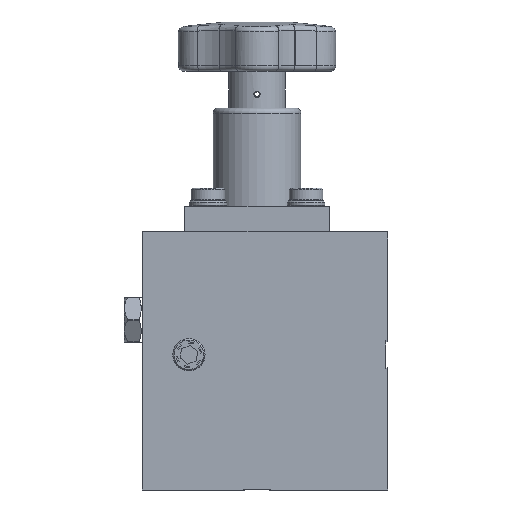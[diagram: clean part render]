
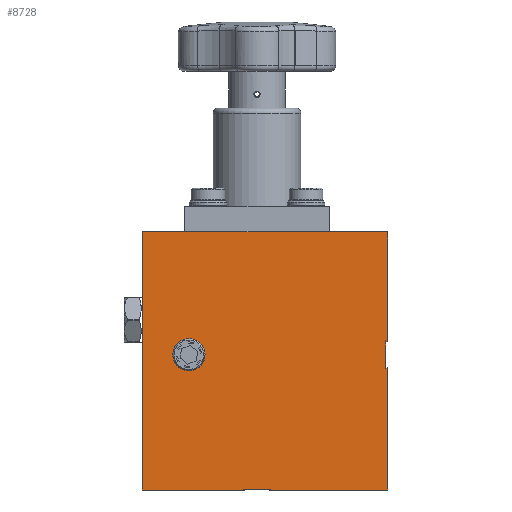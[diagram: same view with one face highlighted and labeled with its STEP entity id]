
A CAD part, left-side view. The second image highlights one B-rep face of the part: STEP entity #8728.
In plain terms, the highlighted planar face has unit normal (-1, 0, 0).
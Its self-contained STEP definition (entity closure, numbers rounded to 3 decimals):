
#153 = FACE_OUTER_BOUND ( 'NONE', #5946, .T. ) ;
#280 = VERTEX_POINT ( 'NONE', #1660 ) ;
#423 = DIRECTION ( 'NONE',  ( 0., 0., -1. ) ) ;
#510 = VERTEX_POINT ( 'NONE', #5900 ) ;
#605 = CARTESIAN_POINT ( 'NONE',  ( 0., 55.575, 0. ) ) ;
#682 = ORIENTED_EDGE ( 'NONE', *, *, #3930, .F. ) ;
#736 = LINE ( 'NONE', #6477, #5322 ) ;
#765 = CARTESIAN_POINT ( 'NONE',  ( 0., 0.7, 57.375 ) ) ;
#1148 = VECTOR ( 'NONE', #4285, 1000. ) ;
#1170 = CARTESIAN_POINT ( 'NONE',  ( 0., 0., 0. ) ) ;
#1321 = EDGE_CURVE ( 'NONE', #12465, #9512, #736, .T. ) ;
#1341 = EDGE_CURVE ( 'NONE', #12465, #12449, #9572, .T. ) ;
#1660 = CARTESIAN_POINT ( 'NONE',  ( 0., 45.625, 0.2 ) ) ;
#1718 = CARTESIAN_POINT ( 'NONE',  ( 0., 0., 57.375 ) ) ;
#1789 = LINE ( 'NONE', #2672, #6177 ) ;
#1869 = DIRECTION ( 'NONE',  ( 0., -1., 0. ) ) ;
#2105 = ORIENTED_EDGE ( 'NONE', *, *, #3577, .T. ) ;
#2108 = CARTESIAN_POINT ( 'NONE',  ( 0., 0., 100. ) ) ;
#2205 = DIRECTION ( 'NONE',  ( 0., 0., 1. ) ) ;
#2331 = VERTEX_POINT ( 'NONE', #10937 ) ;
#2449 = DIRECTION ( 'NONE',  ( 0., 0., 1. ) ) ;
#2505 = LINE ( 'NONE', #5356, #6995 ) ;
#2602 = LINE ( 'NONE', #6593, #4751 ) ;
#2635 = LINE ( 'NONE', #4538, #9948 ) ;
#2672 = CARTESIAN_POINT ( 'NONE',  ( 0., 0., 100. ) ) ;
#2784 = DIRECTION ( 'NONE',  ( 0., 0., -1. ) ) ;
#2844 = VERTEX_POINT ( 'NONE', #605 ) ;
#2948 = LINE ( 'NONE', #6810, #4087 ) ;
#3019 = CARTESIAN_POINT ( 'NONE',  ( 0., 55.575, 0.2 ) ) ;
#3031 = ORIENTED_EDGE ( 'NONE', *, *, #9961, .T. ) ;
#3083 = DIRECTION ( 'NONE',  ( 0., 0., 1. ) ) ;
#3289 = CARTESIAN_POINT ( 'NONE',  ( 0., 45.625, 0. ) ) ;
#3328 = EDGE_CURVE ( 'NONE', #7656, #12093, #1789, .T. ) ;
#3398 = CARTESIAN_POINT ( 'NONE',  ( 0., 0.7, 47.425 ) ) ;
#3442 = EDGE_CURVE ( 'NONE', #12449, #2844, #2602, .T. ) ;
#3489 = VECTOR ( 'NONE', #10330, 1000. ) ;
#3577 = EDGE_CURVE ( 'NONE', #2844, #10308, #7895, .T. ) ;
#3690 = EDGE_CURVE ( 'NONE', #280, #8835, #5180, .T. ) ;
#3860 = AXIS2_PLACEMENT_3D ( 'NONE', #10409, #12366, #2449 ) ;
#3930 = EDGE_CURVE ( 'NONE', #9208, #8891, #2505, .T. ) ;
#4087 = VECTOR ( 'NONE', #10668, 1000. ) ;
#4250 = LINE ( 'NONE', #1170, #6255 ) ;
#4285 = DIRECTION ( 'NONE',  ( 0., 0., -1. ) ) ;
#4364 = CARTESIAN_POINT ( 'NONE',  ( 0., 55.575, 0.2 ) ) ;
#4522 = LINE ( 'NONE', #11714, #5405 ) ;
#4538 = CARTESIAN_POINT ( 'NONE',  ( 0., 0., 0.2 ) ) ;
#4647 = ORIENTED_EDGE ( 'NONE', *, *, #11177, .F. ) ;
#4687 = DIRECTION ( 'NONE',  ( 1., 0., 0. ) ) ;
#4751 = VECTOR ( 'NONE', #8480, 1000. ) ;
#5180 = LINE ( 'NONE', #11872, #1148 ) ;
#5293 = CARTESIAN_POINT ( 'NONE',  ( 0., 0., 0. ) ) ;
#5322 = VECTOR ( 'NONE', #1869, 1000. ) ;
#5356 = CARTESIAN_POINT ( 'NONE',  ( 0., 0.7, 100. ) ) ;
#5405 = VECTOR ( 'NONE', #9636, 1000. ) ;
#5596 = ORIENTED_EDGE ( 'NONE', *, *, #5639, .T. ) ;
#5611 = ORIENTED_EDGE ( 'NONE', *, *, #7791, .F. ) ;
#5639 = EDGE_CURVE ( 'NONE', #7656, #8891, #4522, .T. ) ;
#5900 = CARTESIAN_POINT ( 'NONE',  ( 0., 77., 58.644 ) ) ;
#5908 = VERTEX_POINT ( 'NONE', #1718 ) ;
#5946 = EDGE_LOOP ( 'NONE', ( #9534, #8141, #8412, #10281, #5596, #682, #3031, #5611, #8079, #12270, #7616, #2105 ) ) ;
#5974 = DIRECTION ( 'NONE',  ( 0., -1., 0. ) ) ;
#6064 = DIRECTION ( 'NONE',  ( -1., 0., 0. ) ) ;
#6177 = VECTOR ( 'NONE', #7600, 1000. ) ;
#6255 = VECTOR ( 'NONE', #5974, 1000. ) ;
#6477 = CARTESIAN_POINT ( 'NONE',  ( 0., 0., 100. ) ) ;
#6593 = CARTESIAN_POINT ( 'NONE',  ( 0., 0., 0. ) ) ;
#6810 = CARTESIAN_POINT ( 'NONE',  ( 0., 0.7, 57.375 ) ) ;
#6912 = AXIS2_PLACEMENT_3D ( 'NONE', #7007, #6064, #2205 ) ;
#6995 = VECTOR ( 'NONE', #8506, 1000. ) ;
#7007 = CARTESIAN_POINT ( 'NONE',  ( 0., 77., 52.4 ) ) ;
#7043 = EDGE_CURVE ( 'NONE', #8835, #12093, #4250, .T. ) ;
#7422 = CARTESIAN_POINT ( 'NONE',  ( 0., 95., 100. ) ) ;
#7507 = CIRCLE ( 'NONE', #6912, 6.244 ) ;
#7600 = DIRECTION ( 'NONE',  ( 0., 0., -1. ) ) ;
#7616 = ORIENTED_EDGE ( 'NONE', *, *, #3442, .T. ) ;
#7656 = VERTEX_POINT ( 'NONE', #8586 ) ;
#7660 = CARTESIAN_POINT ( 'NONE',  ( 0., 95., 100. ) ) ;
#7791 = EDGE_CURVE ( 'NONE', #9512, #5908, #11028, .T. ) ;
#7895 = LINE ( 'NONE', #3019, #12218 ) ;
#8079 = ORIENTED_EDGE ( 'NONE', *, *, #1321, .F. ) ;
#8141 = ORIENTED_EDGE ( 'NONE', *, *, #3690, .T. ) ;
#8412 = ORIENTED_EDGE ( 'NONE', *, *, #7043, .T. ) ;
#8480 = DIRECTION ( 'NONE',  ( 0., -1., 0. ) ) ;
#8483 = AXIS2_PLACEMENT_3D ( 'NONE', #2108, #4687, #2784 ) ;
#8506 = DIRECTION ( 'NONE',  ( 0., 0., -1. ) ) ;
#8586 = CARTESIAN_POINT ( 'NONE',  ( 0., 0., 47.425 ) ) ;
#8728 = ADVANCED_FACE ( 'NONE', ( #8795, #153 ), #11441, .F. ) ;
#8795 = FACE_BOUND ( 'NONE', #11915, .T. ) ;
#8835 = VERTEX_POINT ( 'NONE', #3289 ) ;
#8891 = VERTEX_POINT ( 'NONE', #3398 ) ;
#8945 = CARTESIAN_POINT ( 'NONE',  ( 0., 95., 0. ) ) ;
#9208 = VERTEX_POINT ( 'NONE', #765 ) ;
#9512 = VERTEX_POINT ( 'NONE', #9862 ) ;
#9534 = ORIENTED_EDGE ( 'NONE', *, *, #9751, .F. ) ;
#9572 = LINE ( 'NONE', #7422, #3489 ) ;
#9636 = DIRECTION ( 'NONE',  ( 0., 1., 0. ) ) ;
#9751 = EDGE_CURVE ( 'NONE', #280, #10308, #2635, .T. ) ;
#9862 = CARTESIAN_POINT ( 'NONE',  ( 0., 0., 100. ) ) ;
#9948 = VECTOR ( 'NONE', #12237, 1000. ) ;
#9961 = EDGE_CURVE ( 'NONE', #9208, #5908, #2948, .T. ) ;
#10281 = ORIENTED_EDGE ( 'NONE', *, *, #3328, .F. ) ;
#10308 = VERTEX_POINT ( 'NONE', #4364 ) ;
#10330 = DIRECTION ( 'NONE',  ( 0., 0., -1. ) ) ;
#10409 = CARTESIAN_POINT ( 'NONE',  ( 0., 77., 52.4 ) ) ;
#10525 = CIRCLE ( 'NONE', #3860, 6.244 ) ;
#10668 = DIRECTION ( 'NONE',  ( 0., -1., 0. ) ) ;
#10711 = VECTOR ( 'NONE', #423, 1000. ) ;
#10834 = EDGE_CURVE ( 'NONE', #510, #2331, #10525, .T. ) ;
#10914 = CARTESIAN_POINT ( 'NONE',  ( 0., 0., 100. ) ) ;
#10937 = CARTESIAN_POINT ( 'NONE',  ( 0., 77., 46.156 ) ) ;
#11028 = LINE ( 'NONE', #10914, #10711 ) ;
#11177 = EDGE_CURVE ( 'NONE', #2331, #510, #7507, .T. ) ;
#11441 = PLANE ( 'NONE',  #8483 ) ;
#11714 = CARTESIAN_POINT ( 'NONE',  ( 0., 0.7, 47.425 ) ) ;
#11872 = CARTESIAN_POINT ( 'NONE',  ( 0., 45.625, 0.2 ) ) ;
#11915 = EDGE_LOOP ( 'NONE', ( #12080, #4647 ) ) ;
#12080 = ORIENTED_EDGE ( 'NONE', *, *, #10834, .F. ) ;
#12093 = VERTEX_POINT ( 'NONE', #5293 ) ;
#12218 = VECTOR ( 'NONE', #3083, 1000. ) ;
#12237 = DIRECTION ( 'NONE',  ( 0., 1., 0. ) ) ;
#12270 = ORIENTED_EDGE ( 'NONE', *, *, #1341, .T. ) ;
#12366 = DIRECTION ( 'NONE',  ( -1., 0., 0. ) ) ;
#12449 = VERTEX_POINT ( 'NONE', #8945 ) ;
#12465 = VERTEX_POINT ( 'NONE', #7660 ) ;
